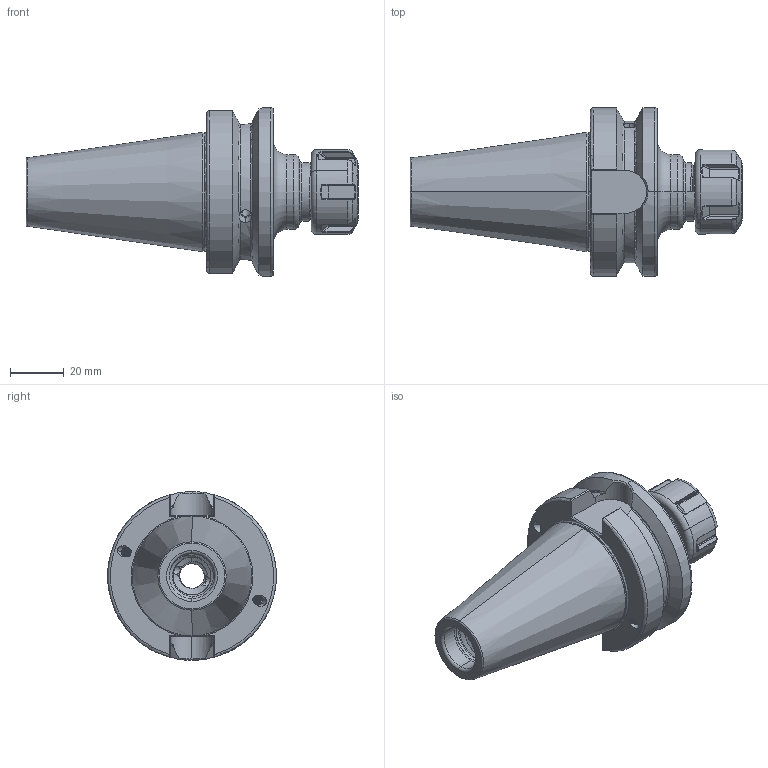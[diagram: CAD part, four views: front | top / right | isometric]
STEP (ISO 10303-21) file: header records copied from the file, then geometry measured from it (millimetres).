
FILE_DESCRIPTION (( 'STEP AP203' ), '1' );
FILE_NAME ('406.02.10.STEP', '2016-11-25T10:57:06', ( '' ), ( '' ), 'SwSTEP 2.0', 'SolidWorks 2012', '' );
FILE_SCHEMA (( 'CONFIG_CONTROL_DESIGN' ));
Length unit declared in the file: millimetre
Products named in the file (3): 2-01.100.0160180C7_ER16螺帽(六溝); 406.02.10
Assembly tree (2 placements, depth 2):
  406.02.10
    406.02.10
    2-01.100.0160180C7_ER16螺帽(六溝)
Bounding box: 123.98 x 63 x 63 mm (x, y, z)
Volume: 133938.5 mm3; surface area: 32059 mm2
Topology: 2 solids, 2 shells, 424 faces, 1090 edges, 670 vertices
Faces by surface type: cylinder 171, bspline 87, plane 79, torus 60, cone 27
Entity records: 31841 total; most frequent: CARTESIAN_POINT 22803, ORIENTED_EDGE 2180, DIRECTION 1395, EDGE_CURVE 1090, VERTEX_POINT 670, AXIS2_PLACEMENT_3D 552, EDGE_LOOP 436, FACE_OUTER_BOUND 424
